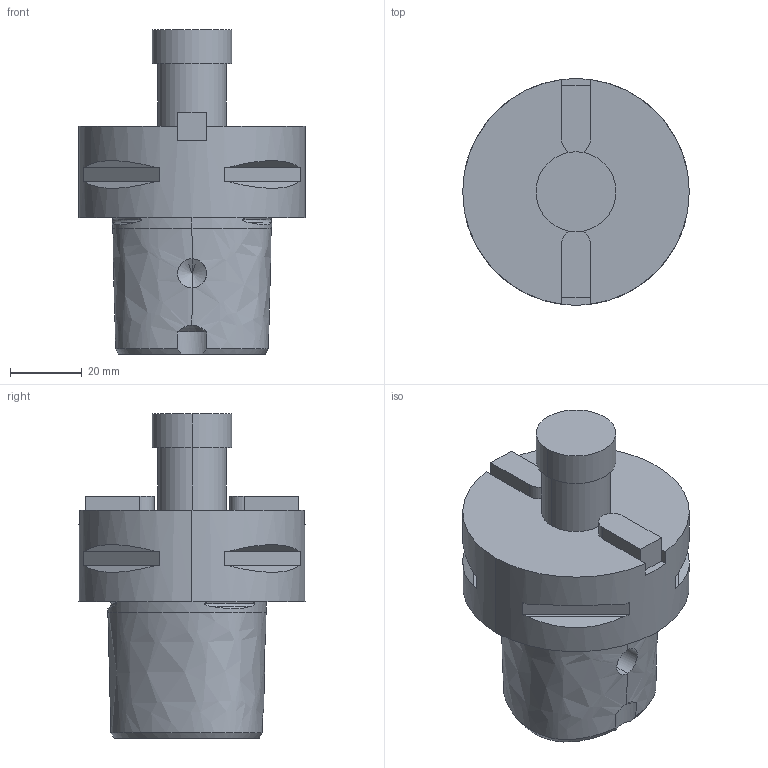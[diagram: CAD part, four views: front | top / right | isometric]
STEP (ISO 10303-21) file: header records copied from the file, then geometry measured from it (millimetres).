
FILE_DESCRIPTION (( 'STEP AP203' ), '1' );
FILE_NAME ('STP-143.151.64.100.STEP', '2016-12-07T08:26:34', ( '' ), ( '' ), 'SwSTEP 2.0', 'SolidWorks 2015', '' );
FILE_SCHEMA (( 'CONFIG_CONTROL_DESIGN' ));
Length unit declared in the file: millimetre
Products named in the file (1): STP-143.151.64.100
Bounding box: 63 x 63 x 90.25 mm (x, y, z)
Volume: 117023 mm3; surface area: 24124.1 mm2
Topology: 3 solids, 3 shells, 99 faces, 234 edges, 146 vertices
Faces by surface type: plane 45, cylinder 23, cone 16, torus 9, bspline 6
Entity records: 5317 total; most frequent: CARTESIAN_POINT 3033, ORIENTED_EDGE 460, DIRECTION 452, EDGE_CURVE 230, AXIS2_PLACEMENT_3D 181, VERTEX_POINT 146, EDGE_LOOP 110, ADVANCED_FACE 99
